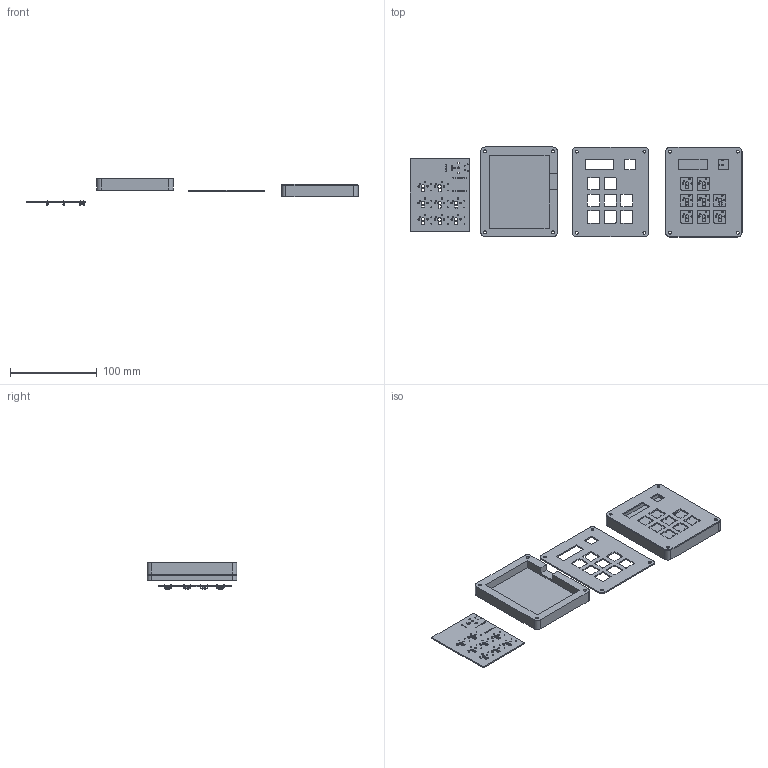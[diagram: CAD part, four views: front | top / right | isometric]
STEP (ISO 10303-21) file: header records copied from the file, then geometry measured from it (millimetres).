
FILE_DESCRIPTION(/* description */ (''),/* implementation_level */ '2;1');
FILE_NAME(/* name */ 'MacroPad 3D.step',/* time_stamp */ '2026-01-07T19:11:22+05:00',/* author */ (''),/* organization */ (''),/* preprocessor_version */ 'ST-DEVELOPER v20.1',/* originating_system */ 'Autodesk Translation Framework v14.21.0.0',/* authorisation */ '');
FILE_SCHEMA (('AUTOMOTIVE_DESIGN { 1 0 10303 214 3 1 1 }'));
Length unit declared in the file: centimetre
Products named in the file (9): 2026-01-03-12-14-41-996; 2026-01-03-07-23-53-073; 2026-01-02-23-36-00-626; 2025-12-30-15-50-56-259; 2025-12-30-15-51-22-025; 2025-12-30-15-52-27-139; 2026-01-03-07-23-53-073_1; 2026-01-03-07-23-53-075; 2026-01-03-07-23-53-074
Assembly tree (27 placements, depth 3):
  2026-01-03-12-14-41-996
    2025-12-30-15-50-56-259  x2
      2025-12-30-15-51-22-025
    2026-01-03-07-23-53-073
      2026-01-03-07-23-53-074  x9
      2026-01-03-07-23-53-075
    2026-01-02-23-36-00-626  x2
    2026-01-03-07-23-53-073_1
      2026-01-03-07-23-53-074  x9
      2026-01-03-07-23-53-075
  2025-12-30-15-52-27-139
Bounding box: 383.14 x 103.86 x 30.46 mm (x, y, z)
Volume: 153374.3 mm3; surface area: 109305.4 mm2
Topology: 82 solids, 82 shells, 1812 faces, 4776 edges, 3172 vertices
Faces by surface type: plane 734, cylinder 582, bspline 424, torus 72
Full cylindrical faces by diameter (mm): 0.5 x54, 0.8 x36, 0.889 x28, 1 x18, 1.5 x32, 1.7 x32, 2 x36, 2.02 x18, 2.1 x2, 3.4 x14, 4 x16, 6 x8
Entity records: 27888 total; most frequent: CARTESIAN_POINT 8025, ORIENTED_EDGE 4328, DIRECTION 3442, EDGE_CURVE 2164, VERTEX_POINT 1442, LINE 1244, VECTOR 1244, AXIS2_PLACEMENT_3D 1099
